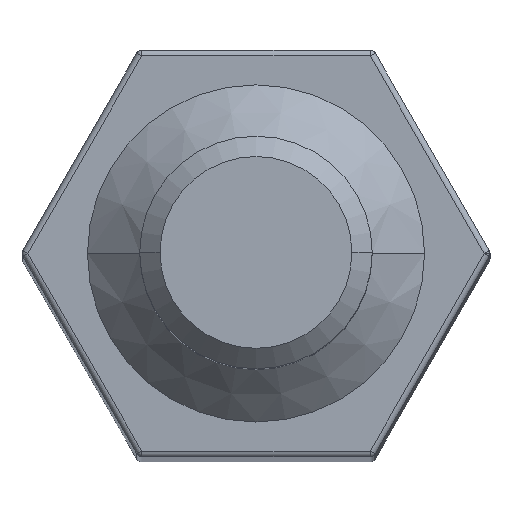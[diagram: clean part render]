
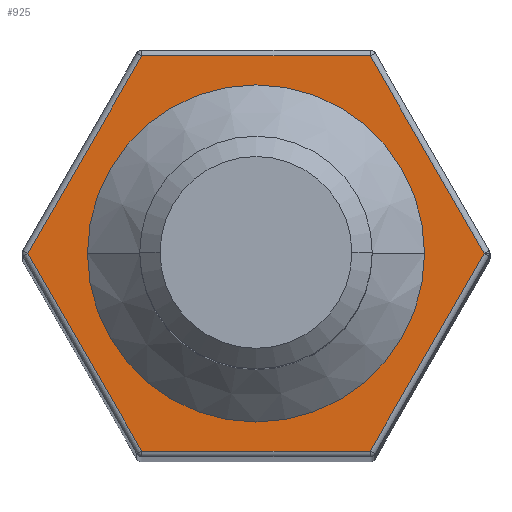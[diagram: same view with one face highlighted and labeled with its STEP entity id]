
A CAD part, top view. The second image highlights one B-rep face of the part: STEP entity #925.
In plain terms, the highlighted planar face has unit normal (0, 0, 1).
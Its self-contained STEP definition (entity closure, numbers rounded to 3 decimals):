
#2 = VECTOR ( 'NONE', #171, 1000. ) ;
#5 = FACE_OUTER_BOUND ( 'NONE', #484, .T. ) ;
#43 = LINE ( 'NONE', #1144, #2 ) ;
#148 = EDGE_CURVE ( 'NONE', #655, #688, #1391, .T. ) ;
#150 = EDGE_CURVE ( 'NONE', #1357, #655, #1358, .T. ) ;
#163 = CARTESIAN_POINT ( 'NONE',  ( 2.9, 0., 0. ) ) ;
#171 = DIRECTION ( 'NONE',  ( -1., 0., 0. ) ) ;
#194 = VERTEX_POINT ( 'NONE', #1066 ) ;
#196 = ORIENTED_EDGE ( 'NONE', *, *, #634, .T. ) ;
#232 = CARTESIAN_POINT ( 'NONE',  ( -4.041, -3.4, 0. ) ) ;
#235 = ORIENTED_EDGE ( 'NONE', *, *, #1074, .T. ) ;
#252 = ORIENTED_EDGE ( 'NONE', *, *, #150, .T. ) ;
#268 = PLANE ( 'NONE',  #496 ) ;
#310 = ORIENTED_EDGE ( 'NONE', *, *, #148, .T. ) ;
#336 = ORIENTED_EDGE ( 'NONE', *, *, #433, .T. ) ;
#386 = EDGE_CURVE ( 'NONE', #1313, #969, #1113, .T. ) ;
#413 = CARTESIAN_POINT ( 'NONE',  ( -4.041, 0., 0. ) ) ;
#433 = EDGE_CURVE ( 'NONE', #1045, #958, #1029, .T. ) ;
#438 = CARTESIAN_POINT ( 'NONE',  ( -3.926, 0., 0. ) ) ;
#468 = CARTESIAN_POINT ( 'NONE',  ( 3.926, 0., 0. ) ) ;
#484 = EDGE_LOOP ( 'NONE', ( #196, #548, #551, #235, #252, #310 ) ) ;
#496 = AXIS2_PLACEMENT_3D ( 'NONE', #413, #694, #1133 ) ;
#499 = EDGE_CURVE ( 'NONE', #958, #1045, #982, .T. ) ;
#512 = CARTESIAN_POINT ( 'NONE',  ( 1.963, -3.4, 0. ) ) ;
#527 = DIRECTION ( 'NONE',  ( -0.5, 0.866, 0. ) ) ;
#531 = CARTESIAN_POINT ( 'NONE',  ( 1.934, 3.45, 0. ) ) ;
#537 = ORIENTED_EDGE ( 'NONE', *, *, #499, .T. ) ;
#548 = ORIENTED_EDGE ( 'NONE', *, *, #1006, .T. ) ;
#551 = ORIENTED_EDGE ( 'NONE', *, *, #386, .T. ) ;
#596 = DIRECTION ( 'NONE',  ( -1., 0., 0. ) ) ;
#597 = DIRECTION ( 'NONE',  ( 0., 0., -1. ) ) ;
#601 = CARTESIAN_POINT ( 'NONE',  ( 0., 0., 0. ) ) ;
#634 = EDGE_CURVE ( 'NONE', #688, #194, #929, .T. ) ;
#655 = VERTEX_POINT ( 'NONE', #512 ) ;
#681 = DIRECTION ( 'NONE',  ( -1., 0., 0. ) ) ;
#684 = DIRECTION ( 'NONE',  ( 0., 0., -1. ) ) ;
#688 = VERTEX_POINT ( 'NONE', #468 ) ;
#689 = CARTESIAN_POINT ( 'NONE',  ( 0., 0., 0. ) ) ;
#694 = DIRECTION ( 'NONE',  ( 0., 0., -1. ) ) ;
#698 = EDGE_LOOP ( 'NONE', ( #336, #537 ) ) ;
#749 = AXIS2_PLACEMENT_3D ( 'NONE', #601, #597, #596 ) ;
#761 = CARTESIAN_POINT ( 'NONE',  ( -1.963, 3.4, 0. ) ) ;
#793 = AXIS2_PLACEMENT_3D ( 'NONE', #689, #684, #681 ) ;
#805 = CARTESIAN_POINT ( 'NONE',  ( -3.955, -0.05, 0. ) ) ;
#812 = DIRECTION ( 'NONE',  ( -0.5, -0.866, 0. ) ) ;
#893 = VECTOR ( 'NONE', #527, 1000. ) ;
#925 = ADVANCED_FACE ( 'NONE', ( #5, #1379 ), #268, .F. ) ;
#929 = LINE ( 'NONE', #531, #893 ) ;
#958 = VERTEX_POINT ( 'NONE', #163 ) ;
#969 = VERTEX_POINT ( 'NONE', #438 ) ;
#982 = CIRCLE ( 'NONE', #749, 2.9 ) ;
#1006 = EDGE_CURVE ( 'NONE', #194, #1313, #43, .T. ) ;
#1029 = CIRCLE ( 'NONE', #793, 2.9 ) ;
#1045 = VERTEX_POINT ( 'NONE', #1385 ) ;
#1066 = CARTESIAN_POINT ( 'NONE',  ( 1.963, 3.4, 0. ) ) ;
#1074 = EDGE_CURVE ( 'NONE', #969, #1357, #1355, .T. ) ;
#1101 = VECTOR ( 'NONE', #812, 1000. ) ;
#1113 = LINE ( 'NONE', #805, #1101 ) ;
#1133 = DIRECTION ( 'NONE',  ( -1., 0., 0. ) ) ;
#1136 = DIRECTION ( 'NONE',  ( 1., 0., 0. ) ) ;
#1143 = DIRECTION ( 'NONE',  ( 0.5, 0.866, 0. ) ) ;
#1144 = CARTESIAN_POINT ( 'NONE',  ( -4.041, 3.4, 0. ) ) ;
#1150 = CARTESIAN_POINT ( 'NONE',  ( -3.955, 0.05, 0. ) ) ;
#1154 = DIRECTION ( 'NONE',  ( 0.5, -0.866, 0. ) ) ;
#1163 = CARTESIAN_POINT ( 'NONE',  ( 1.934, -3.45, 0. ) ) ;
#1294 = VECTOR ( 'NONE', #1154, 1000. ) ;
#1313 = VERTEX_POINT ( 'NONE', #761 ) ;
#1338 = VECTOR ( 'NONE', #1136, 1000. ) ;
#1344 = VECTOR ( 'NONE', #1143, 1000. ) ;
#1355 = LINE ( 'NONE', #1150, #1294 ) ;
#1357 = VERTEX_POINT ( 'NONE', #1413 ) ;
#1358 = LINE ( 'NONE', #232, #1338 ) ;
#1379 = FACE_BOUND ( 'NONE', #698, .T. ) ;
#1385 = CARTESIAN_POINT ( 'NONE',  ( -2.9, 0., 0. ) ) ;
#1391 = LINE ( 'NONE', #1163, #1344 ) ;
#1413 = CARTESIAN_POINT ( 'NONE',  ( -1.963, -3.4, 0. ) ) ;
